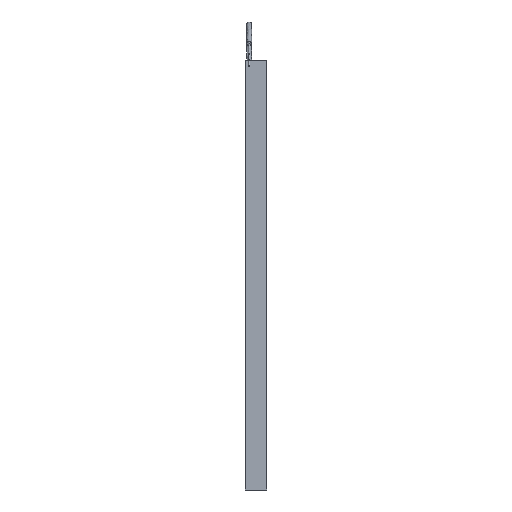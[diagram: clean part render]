
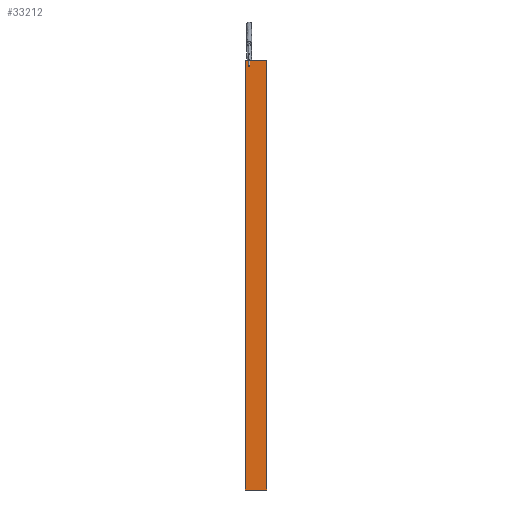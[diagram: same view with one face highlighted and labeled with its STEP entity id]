
A CAD part, front view. The second image highlights one B-rep face of the part: STEP entity #33212.
In plain terms, the highlighted planar face has unit normal (0, -1, 0).
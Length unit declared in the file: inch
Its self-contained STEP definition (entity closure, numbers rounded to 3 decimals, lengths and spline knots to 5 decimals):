
#625 = CARTESIAN_POINT ( 'NONE',  ( 1.3084, 1.82955, 13.06469 ) ) ;
#1435 = CARTESIAN_POINT ( 'NONE',  ( 1.3084, 1.82955, 1.06469 ) ) ;
#1884 = EDGE_CURVE ( 'NONE', #7170, #7319, #20656, .T. ) ;
#2007 = DIRECTION ( 'NONE',  ( 0., 0., -1. ) ) ;
#3195 = CARTESIAN_POINT ( 'NONE',  ( 1.3084, 1.82955, 13.06469 ) ) ;
#3722 = DIRECTION ( 'NONE',  ( 0., 0., -1. ) ) ;
#4715 = ORIENTED_EDGE ( 'NONE', *, *, #9350, .F. ) ;
#5483 = CARTESIAN_POINT ( 'NONE',  ( 1.3084, 1.82955, 1.06469 ) ) ;
#5778 = DIRECTION ( 'NONE',  ( -1., 0., 0. ) ) ;
#7170 = VERTEX_POINT ( 'NONE', #1435 ) ;
#7302 = EDGE_LOOP ( 'NONE', ( #32005, #26095, #4715, #23060 ) ) ;
#7319 = VERTEX_POINT ( 'NONE', #27094 ) ;
#7513 = CARTESIAN_POINT ( 'NONE',  ( 1.90447, 1.82955, 13.06469 ) ) ;
#8516 = VERTEX_POINT ( 'NONE', #19468 ) ;
#9350 = EDGE_CURVE ( 'NONE', #21360, #8516, #33535, .T. ) ;
#10133 = EDGE_CURVE ( 'NONE', #8516, #7319, #20840, .T. ) ;
#10320 = VECTOR ( 'NONE', #19683, 39.37008 ) ;
#12918 = AXIS2_PLACEMENT_3D ( 'NONE', #3195, #30938, #5778 ) ;
#14077 = VECTOR ( 'NONE', #16848, 39.37008 ) ;
#16391 = LINE ( 'NONE', #23636, #33022 ) ;
#16848 = DIRECTION ( 'NONE',  ( 1., 0., 0. ) ) ;
#19077 = VECTOR ( 'NONE', #2007, 39.37008 ) ;
#19468 = CARTESIAN_POINT ( 'NONE',  ( 1.90447, 1.82955, 13.06469 ) ) ;
#19683 = DIRECTION ( 'NONE',  ( 1., 0., 0. ) ) ;
#20656 = LINE ( 'NONE', #5483, #14077 ) ;
#20840 = LINE ( 'NONE', #7513, #19077 ) ;
#21360 = VERTEX_POINT ( 'NONE', #25878 ) ;
#23060 = ORIENTED_EDGE ( 'NONE', *, *, #24107, .T. ) ;
#23636 = CARTESIAN_POINT ( 'NONE',  ( 1.3084, 1.82955, 13.06469 ) ) ;
#24107 = EDGE_CURVE ( 'NONE', #21360, #7170, #16391, .T. ) ;
#25878 = CARTESIAN_POINT ( 'NONE',  ( 1.3084, 1.82955, 13.06469 ) ) ;
#26095 = ORIENTED_EDGE ( 'NONE', *, *, #10133, .F. ) ;
#27094 = CARTESIAN_POINT ( 'NONE',  ( 1.90447, 1.82955, 1.06469 ) ) ;
#27996 = FACE_OUTER_BOUND ( 'NONE', #7302, .T. ) ;
#30938 = DIRECTION ( 'NONE',  ( 0., 1., 0. ) ) ;
#31187 = PLANE ( 'NONE',  #12918 ) ;
#32005 = ORIENTED_EDGE ( 'NONE', *, *, #1884, .T. ) ;
#33022 = VECTOR ( 'NONE', #3722, 39.37008 ) ;
#33212 = ADVANCED_FACE ( 'NONE', ( #27996 ), #31187, .F. ) ;
#33535 = LINE ( 'NONE', #625, #10320 ) ;
